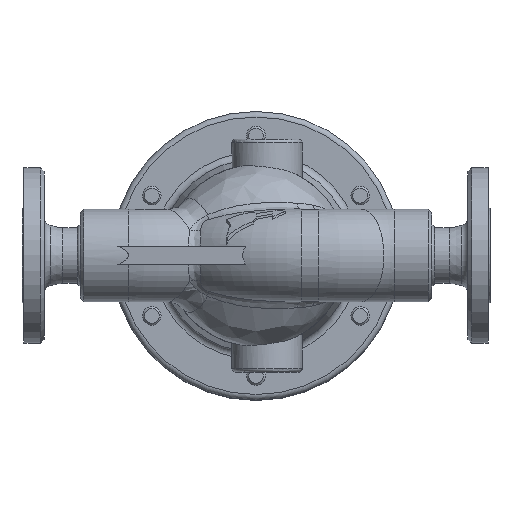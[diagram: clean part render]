
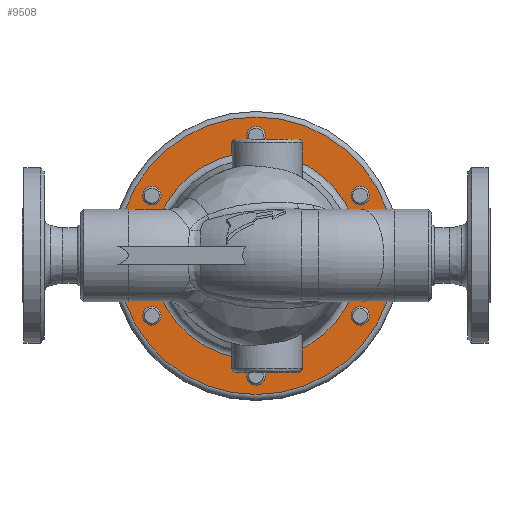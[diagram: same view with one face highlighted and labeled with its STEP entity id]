
A CAD part, top view. The second image highlights one B-rep face of the part: STEP entity #9508.
In plain terms, the highlighted planar face has unit normal (0, 0, 1).
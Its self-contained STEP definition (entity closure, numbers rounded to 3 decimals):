
#5059=CARTESIAN_POINT('',(5.,65.0,114.5));
#5060=VERTEX_POINT('',#5059);
#5061=CARTESIAN_POINT('',(0.0,65.0,114.5));
#5062=DIRECTION('',(0.0,0.0,-1.0));
#5063=DIRECTION('',(-1.0,0.0,0.0));
#5064=AXIS2_PLACEMENT_3D('',#5061,#5062,#5063);
#5065=CIRCLE('',#5064,5.);
#5066=EDGE_CURVE('',#5060,#5060,#5065,.T.);
#6360=CARTESIAN_POINT('',(58.792,28.17,114.5));
#6361=VERTEX_POINT('',#6360);
#6362=CARTESIAN_POINT('',(56.292,32.5,114.5));
#6363=DIRECTION('',(0.0,0.0,-1.0));
#6364=DIRECTION('',(-0.5,0.866,0.0));
#6365=AXIS2_PLACEMENT_3D('',#6362,#6363,#6364);
#6366=CIRCLE('',#6365,5.);
#6367=EDGE_CURVE('',#6361,#6361,#6366,.T.);
#6466=CARTESIAN_POINT('',(53.792,-36.83,114.5));
#6467=VERTEX_POINT('',#6466);
#6468=CARTESIAN_POINT('',(56.292,-32.5,114.5));
#6469=DIRECTION('',(0.0,0.0,-1.0));
#6470=DIRECTION('',(0.5,0.866,0.0));
#6471=AXIS2_PLACEMENT_3D('',#6468,#6469,#6470);
#6472=CIRCLE('',#6471,5.);
#6473=EDGE_CURVE('',#6467,#6467,#6472,.T.);
#6572=CARTESIAN_POINT('',(-5.,-65.0,114.5));
#6573=VERTEX_POINT('',#6572);
#6574=CARTESIAN_POINT('',(0.,-65.0,114.5));
#6575=DIRECTION('',(0.0,0.0,-1.0));
#6576=DIRECTION('',(1.0,0.0,0.0));
#6577=AXIS2_PLACEMENT_3D('',#6574,#6575,#6576);
#6578=CIRCLE('',#6577,5.);
#6579=EDGE_CURVE('',#6573,#6573,#6578,.T.);
#6678=CARTESIAN_POINT('',(-58.792,-28.17,114.5));
#6679=VERTEX_POINT('',#6678);
#6680=CARTESIAN_POINT('',(-56.292,-32.5,114.5));
#6681=DIRECTION('',(0.0,0.0,-1.0));
#6682=DIRECTION('',(0.5,-0.866,0.0));
#6683=AXIS2_PLACEMENT_3D('',#6680,#6681,#6682);
#6684=CIRCLE('',#6683,5.);
#6685=EDGE_CURVE('',#6679,#6679,#6684,.T.);
#6784=CARTESIAN_POINT('',(-53.792,36.83,114.5));
#6785=VERTEX_POINT('',#6784);
#6786=CARTESIAN_POINT('',(-56.292,32.5,114.5));
#6787=DIRECTION('',(0.0,0.0,-1.0));
#6788=DIRECTION('',(-0.5,-0.866,0.0));
#6789=AXIS2_PLACEMENT_3D('',#6786,#6787,#6788);
#6790=CIRCLE('',#6789,5.);
#6791=EDGE_CURVE('',#6785,#6785,#6790,.T.);
#9459=CARTESIAN_POINT('',(75.,0.,114.5));
#9460=VERTEX_POINT('',#9459);
#9461=CARTESIAN_POINT('',(0.0,0.0,114.5));
#9462=DIRECTION('',(0.0,0.0,-1.0));
#9463=DIRECTION('',(-1.0,0.0,0.0));
#9464=AXIS2_PLACEMENT_3D('',#9461,#9462,#9463);
#9465=CIRCLE('',#9464,75.);
#9466=EDGE_CURVE('',#9460,#9460,#9465,.T.);
#9471=CARTESIAN_POINT('',(0.0,0.0,114.5));
#9472=DIRECTION('',(0.0,0.0,-1.0));
#9473=DIRECTION('',(-1.0,0.0,0.0));
#9474=AXIS2_PLACEMENT_3D('',#9471,#9472,#9473);
#9475=PLANE('',#9474);
#9476=ORIENTED_EDGE('',*,*,#9466,.F.);
#9477=EDGE_LOOP('',(#9476));
#9478=FACE_OUTER_BOUND('',#9477,.T.);
#9479=ORIENTED_EDGE('',*,*,#6685,.T.);
#9480=EDGE_LOOP('',(#9479));
#9481=FACE_BOUND('',#9480,.T.);
#9482=ORIENTED_EDGE('',*,*,#6579,.T.);
#9483=EDGE_LOOP('',(#9482));
#9484=FACE_BOUND('',#9483,.T.);
#9485=ORIENTED_EDGE('',*,*,#6473,.T.);
#9486=EDGE_LOOP('',(#9485));
#9487=FACE_BOUND('',#9486,.T.);
#9488=ORIENTED_EDGE('',*,*,#5066,.T.);
#9489=EDGE_LOOP('',(#9488));
#9490=FACE_BOUND('',#9489,.T.);
#9491=ORIENTED_EDGE('',*,*,#6367,.T.);
#9492=EDGE_LOOP('',(#9491));
#9493=FACE_BOUND('',#9492,.T.);
#9494=ORIENTED_EDGE('',*,*,#6791,.T.);
#9495=EDGE_LOOP('',(#9494));
#9496=FACE_BOUND('',#9495,.T.);
#9497=CARTESIAN_POINT('',(-56.073,0.,114.5));
#9498=VERTEX_POINT('',#9497);
#9499=CARTESIAN_POINT('',(0.0,0.0,114.5));
#9500=DIRECTION('',(0.0,0.0,1.0));
#9501=DIRECTION('',(1.0,0.0,0.0));
#9502=AXIS2_PLACEMENT_3D('',#9499,#9500,#9501);
#9503=CIRCLE('',#9502,56.073);
#9504=EDGE_CURVE('',#9498,#9498,#9503,.T.);
#9505=ORIENTED_EDGE('',*,*,#9504,.F.);
#9506=EDGE_LOOP('',(#9505));
#9507=FACE_BOUND('',#9506,.T.);
#9508=ADVANCED_FACE('',(#9478,#9481,#9484,#9487,#9490,#9493,#9496,#9507),#9475,.F.);
